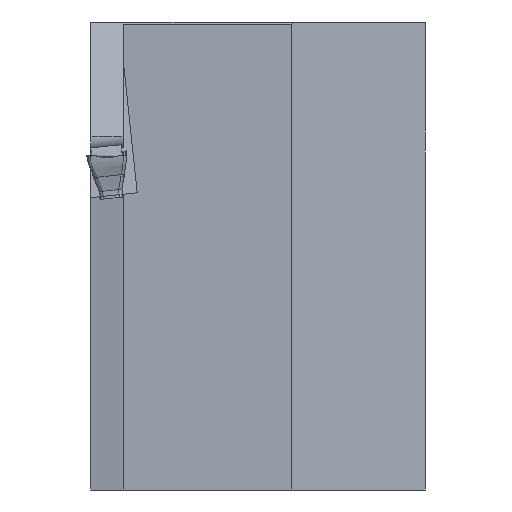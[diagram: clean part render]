
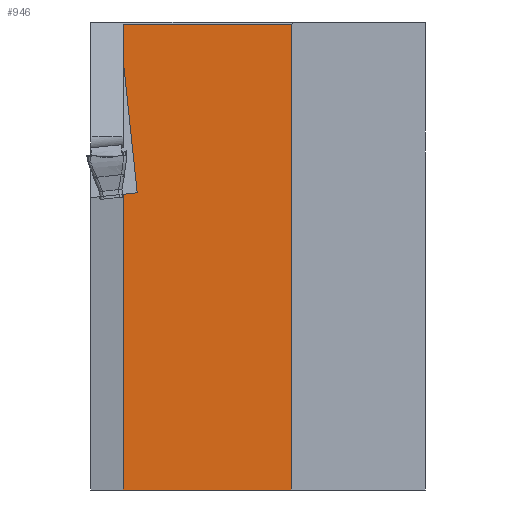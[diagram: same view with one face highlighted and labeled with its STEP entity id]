
A CAD part, left-side view. The second image highlights one B-rep face of the part: STEP entity #946.
In plain terms, the highlighted planar face has unit normal (-1, 0, 0).
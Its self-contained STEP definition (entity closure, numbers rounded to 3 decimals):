
#946=ADVANCED_FACE('',(#1072),#1041,.T.);
#1041=PLANE('',#2372);
#1072=FACE_OUTER_BOUND('',#1167,.T.);
#1167=EDGE_LOOP('',(#1294,#1295,#1296,#1297,#1298,#1299,#1300));
#1294=ORIENTED_EDGE('',*,*,#1975,.F.);
#1295=ORIENTED_EDGE('',*,*,#1976,.T.);
#1296=ORIENTED_EDGE('',*,*,#1977,.T.);
#1297=ORIENTED_EDGE('',*,*,#1972,.F.);
#1298=ORIENTED_EDGE('',*,*,#1978,.T.);
#1299=ORIENTED_EDGE('',*,*,#1979,.F.);
#1300=ORIENTED_EDGE('',*,*,#1980,.T.);
#1803=VERTEX_POINT('',#2653);
#1804=VERTEX_POINT('',#2655);
#1806=VERTEX_POINT('',#2661);
#1807=VERTEX_POINT('',#2662);
#1808=VERTEX_POINT('',#2664);
#1809=VERTEX_POINT('',#2667);
#1810=VERTEX_POINT('',#2669);
#1972=EDGE_CURVE('',#1803,#1804,#2227,.T.);
#1975=EDGE_CURVE('',#1806,#1807,#2230,.T.);
#1976=EDGE_CURVE('',#1806,#1808,#2231,.T.);
#1977=EDGE_CURVE('',#1808,#1804,#2232,.T.);
#1978=EDGE_CURVE('',#1803,#1809,#2233,.T.);
#1979=EDGE_CURVE('',#1810,#1809,#2234,.T.);
#1980=EDGE_CURVE('',#1810,#1807,#2235,.T.);
#2227=LINE('',#2654,#2303);
#2230=LINE('',#2660,#2306);
#2231=LINE('',#2663,#2307);
#2232=LINE('',#2665,#2308);
#2233=LINE('',#2666,#2309);
#2234=LINE('',#2668,#2310);
#2235=LINE('',#2670,#2311);
#2303=VECTOR('',#2450,1.);
#2306=VECTOR('',#2455,1.);
#2307=VECTOR('',#2456,1.);
#2308=VECTOR('',#2457,1.);
#2309=VECTOR('',#2458,1.);
#2310=VECTOR('',#2459,1.);
#2311=VECTOR('',#2460,1.);
#2372=AXIS2_PLACEMENT_3D('',#2671,#2461,#2462);
#2450=DIRECTION('',(0.,-1.,0.));
#2455=DIRECTION('',(0.,0.,1.));
#2456=DIRECTION('',(0.,-1.,0.));
#2457=DIRECTION('',(0.,0.,1.));
#2458=DIRECTION('',(0.,0.,-1.));
#2459=DIRECTION('',(0.,0.105,0.995));
#2460=DIRECTION('',(0.,0.995,-0.105));
#2461=DIRECTION('',(-1.,0.,0.));
#2462=DIRECTION('',(0.,0.,1.));
#2653=CARTESIAN_POINT('',(13.,22.6,9.803));
#2654=CARTESIAN_POINT('',(13.,0.,9.803));
#2655=CARTESIAN_POINT('',(13.,10.,9.803));
#2660=CARTESIAN_POINT('',(13.,22.6,10.));
#2661=CARTESIAN_POINT('',(13.,22.6,-25.));
#2662=CARTESIAN_POINT('',(13.,22.6,-2.883));
#2663=CARTESIAN_POINT('',(13.,0.,-25.));
#2664=CARTESIAN_POINT('',(13.,10.,-25.));
#2665=CARTESIAN_POINT('',(13.,10.,10.));
#2666=CARTESIAN_POINT('',(13.,22.6,0.));
#2667=CARTESIAN_POINT('',(13.,22.6,7.312));
#2668=CARTESIAN_POINT('',(13.,22.632,7.621));
#2669=CARTESIAN_POINT('',(13.,21.54,-2.772));
#2670=CARTESIAN_POINT('',(13.,28.296,-3.482));
#2671=CARTESIAN_POINT('',(13.,0.,10.));
